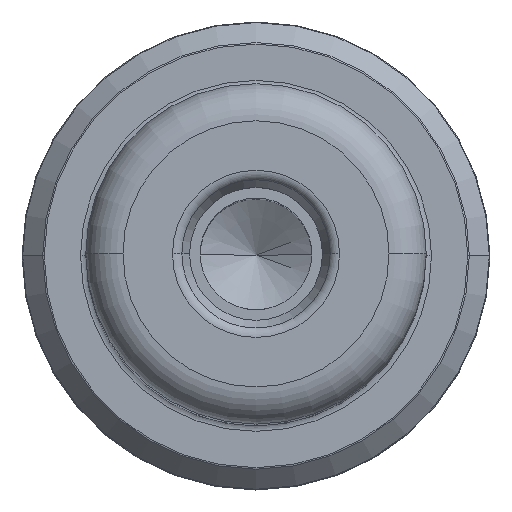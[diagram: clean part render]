
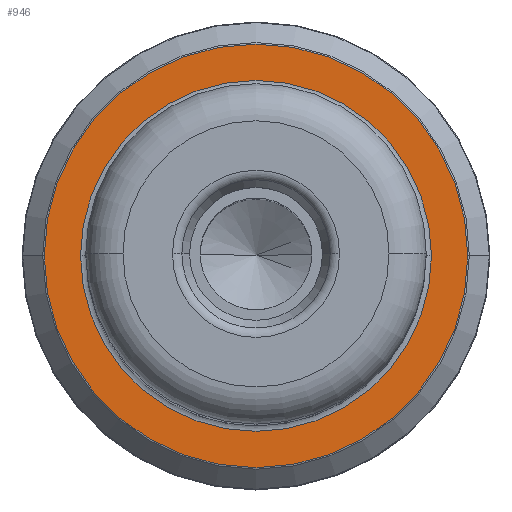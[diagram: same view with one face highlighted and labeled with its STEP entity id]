
A CAD part, top view. The second image highlights one B-rep face of the part: STEP entity #946.
In plain terms, the highlighted planar face has unit normal (0, 0, 1).
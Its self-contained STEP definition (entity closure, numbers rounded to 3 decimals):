
#58 = CIRCLE ( 'NONE', #987, 16.5 ) ;
#62 = AXIS2_PLACEMENT_3D ( 'NONE', #2037, #1814, #823 ) ;
#207 = VERTEX_POINT ( 'NONE', #1884 ) ;
#216 = FACE_BOUND ( 'NONE', #471, .T. ) ;
#298 = DIRECTION ( 'NONE',  ( 1., 0., 0. ) ) ;
#325 = EDGE_LOOP ( 'NONE', ( #2532, #1223 ) ) ;
#471 = EDGE_LOOP ( 'NONE', ( #1638, #1805 ) ) ;
#485 = VERTEX_POINT ( 'NONE', #2039 ) ;
#607 = DIRECTION ( 'NONE',  ( -1., 0., 0. ) ) ;
#652 = DIRECTION ( 'NONE',  ( -1., 0., 0. ) ) ;
#749 = VERTEX_POINT ( 'NONE', #2531 ) ;
#768 = VERTEX_POINT ( 'NONE', #1555 ) ;
#785 = EDGE_CURVE ( 'NONE', #749, #207, #2589, .T. ) ;
#823 = DIRECTION ( 'NONE',  ( 1., 0., 0. ) ) ;
#848 = CARTESIAN_POINT ( 'NONE',  ( 0., 0., 33. ) ) ;
#880 = CARTESIAN_POINT ( 'NONE',  ( 0., 0., 33. ) ) ;
#946 = ADVANCED_FACE ( 'NONE', ( #216, #1653 ), #2437, .T. ) ;
#987 = AXIS2_PLACEMENT_3D ( 'NONE', #1008, #2402, #607 ) ;
#1008 = CARTESIAN_POINT ( 'NONE',  ( 0., 0., 33. ) ) ;
#1081 = AXIS2_PLACEMENT_3D ( 'NONE', #1535, #2335, #298 ) ;
#1116 = CIRCLE ( 'NONE', #1916, 16.5 ) ;
#1199 = EDGE_CURVE ( 'NONE', #768, #485, #1116, .T. ) ;
#1223 = ORIENTED_EDGE ( 'NONE', *, *, #785, .T. ) ;
#1279 = DIRECTION ( 'NONE',  ( 1., 0., 0. ) ) ;
#1404 = EDGE_CURVE ( 'NONE', #485, #768, #58, .T. ) ;
#1424 = AXIS2_PLACEMENT_3D ( 'NONE', #880, #1683, #1279 ) ;
#1535 = CARTESIAN_POINT ( 'NONE',  ( 0., 0., 33. ) ) ;
#1555 = CARTESIAN_POINT ( 'NONE',  ( -16.5, 0., 33. ) ) ;
#1638 = ORIENTED_EDGE ( 'NONE', *, *, #1199, .T. ) ;
#1653 = FACE_OUTER_BOUND ( 'NONE', #325, .T. ) ;
#1664 = DIRECTION ( 'NONE',  ( 0., 0., -1. ) ) ;
#1683 = DIRECTION ( 'NONE',  ( 0., 0., 1. ) ) ;
#1805 = ORIENTED_EDGE ( 'NONE', *, *, #1404, .T. ) ;
#1814 = DIRECTION ( 'NONE',  ( 0., 0., 1. ) ) ;
#1884 = CARTESIAN_POINT ( 'NONE',  ( 19.917, 0., 33. ) ) ;
#1916 = AXIS2_PLACEMENT_3D ( 'NONE', #848, #1664, #652 ) ;
#1973 = CIRCLE ( 'NONE', #1424, 19.917 ) ;
#2037 = CARTESIAN_POINT ( 'NONE',  ( 0., 0., 33. ) ) ;
#2039 = CARTESIAN_POINT ( 'NONE',  ( 16.5, 0., 33. ) ) ;
#2302 = EDGE_CURVE ( 'NONE', #207, #749, #1973, .T. ) ;
#2335 = DIRECTION ( 'NONE',  ( 0., 0., 1. ) ) ;
#2402 = DIRECTION ( 'NONE',  ( 0., 0., -1. ) ) ;
#2437 = PLANE ( 'NONE',  #62 ) ;
#2531 = CARTESIAN_POINT ( 'NONE',  ( -19.917, 0., 33. ) ) ;
#2532 = ORIENTED_EDGE ( 'NONE', *, *, #2302, .T. ) ;
#2589 = CIRCLE ( 'NONE', #1081, 19.917 ) ;
